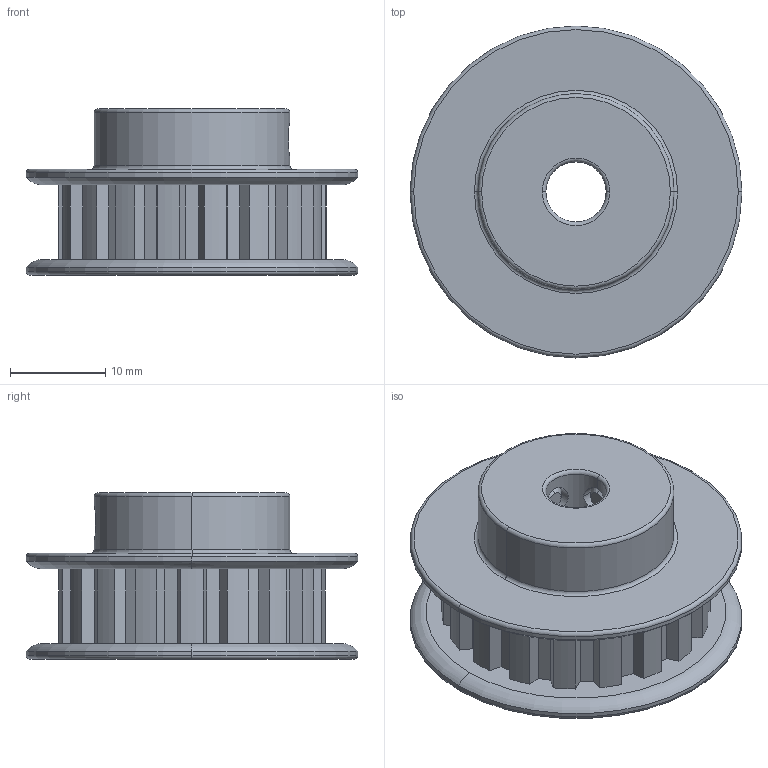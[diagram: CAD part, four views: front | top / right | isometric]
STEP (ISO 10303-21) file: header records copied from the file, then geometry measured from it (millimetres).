
FILE_DESCRIPTION (( 'STEP AP203' ), '1' );
FILE_NAME ('1277N18_Corrosion-Resistant Timing Belt Pulley.STEP', '2021-07-10T03:19:18', ( 'Administrator' ), ( 'Managed by Terraform' ), 'SwSTEP 2.0', 'SolidWorks 2017', '' );
FILE_SCHEMA (( 'CONFIG_CONTROL_DESIGN' ));
Length unit declared in the file: inch
Products named in the file (1): 1277N18_Corrosion-Resistant Timing Belt Pulley
Bounding box: 34.92 x 34.92 x 17.48 mm (x, y, z)
Volume: 9121.8 mm3; surface area: 4515.6 mm2
Topology: 1 solids, 1 shells, 140 faces, 373 edges, 242 vertices
Faces by surface type: plane 77, cylinder 35, torus 16, cone 8, bspline 4
Entity records: 5038 total; most frequent: CARTESIAN_POINT 1420, ORIENTED_EDGE 746, DIRECTION 737, EDGE_CURVE 373, AXIS2_PLACEMENT_3D 247, LINE 243, VECTOR 243, VERTEX_POINT 242
